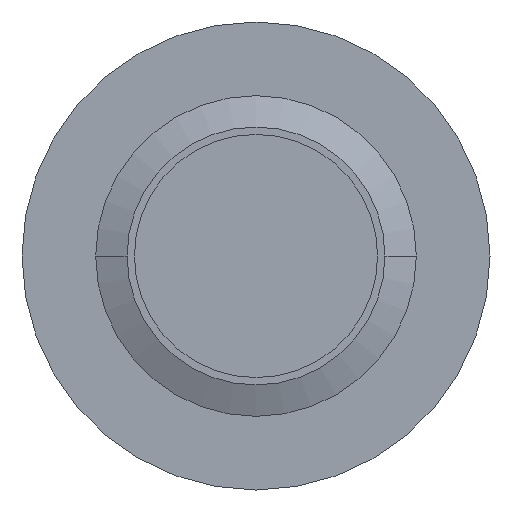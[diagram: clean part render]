
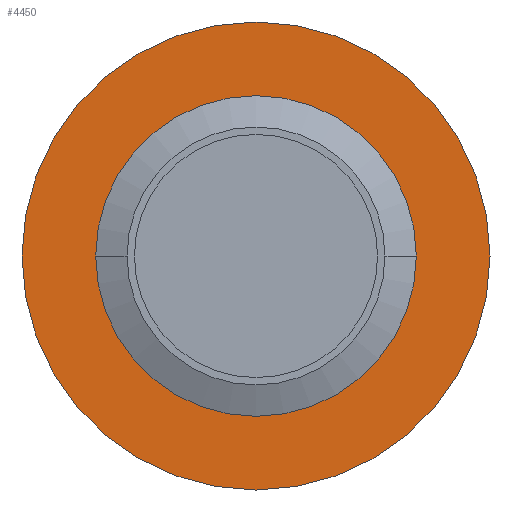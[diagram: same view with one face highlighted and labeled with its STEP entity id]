
A CAD part, left-side view. The second image highlights one B-rep face of the part: STEP entity #4450.
In plain terms, the highlighted planar face has unit normal (-1, 0, 0).
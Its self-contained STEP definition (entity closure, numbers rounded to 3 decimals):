
#4100=CARTESIAN_POINT('',(17.641,37.413,0.));
#4110=DIRECTION('',(-1.,0.,0.));
#4120=DIRECTION('',(0.,1.,0.));
#4130=AXIS2_PLACEMENT_3D('',#4100,#4110,#4120);
#4140=PLANE('',#4130);
#4150=CARTESIAN_POINT('',(17.641,-16.587,0.));
#4160=DIRECTION('',(-1.,0.,0.));
#4170=DIRECTION('',(0.,1.,0.));
#4180=AXIS2_PLACEMENT_3D('',#4150,#4160,#4170);
#4190=CIRCLE('',#4180,43.5);
#4200=CARTESIAN_POINT('',(17.641,26.913,0.));
#4210=VERTEX_POINT('',#4200);
#4220=CARTESIAN_POINT('',(17.641,-60.087,
0.));
#4230=VERTEX_POINT('',#4220);
#4240=EDGE_CURVE('',#4210,#4230,#4190,.T.);
#4250=ORIENTED_EDGE('',*,*,#4240,.F.);
#4260=EDGE_CURVE('',#4230,#4210,#4190,.T.);
#4270=ORIENTED_EDGE('',*,*,#4260,.F.);
#4280=EDGE_LOOP('',(#4270,#4250));
#4290=FACE_BOUND('',#4280,.T.);
#4300=CARTESIAN_POINT('',(17.641,-16.587,0.));
#4310=DIRECTION('',(1.,0.,0.));
#4320=DIRECTION('',(0.,1.,0.));
#4330=AXIS2_PLACEMENT_3D('',#4300,#4310,#4320);
#4340=CIRCLE('',#4330,63.5);
#4350=CARTESIAN_POINT('',(17.641,46.913,
0.));
#4360=VERTEX_POINT('',#4350);
#4370=CARTESIAN_POINT('',(17.641,-80.087,0.));
#4380=VERTEX_POINT('',#4370);
#4390=EDGE_CURVE('',#4360,#4380,#4340,.T.);
#4400=ORIENTED_EDGE('',*,*,#4390,.F.);
#4410=EDGE_CURVE('',#4380,#4360,#4340,.T.);
#4420=ORIENTED_EDGE('',*,*,#4410,.F.);
#4430=EDGE_LOOP('',(#4420,#4400));
#4440=FACE_OUTER_BOUND('',#4430,.T.);
#4450=ADVANCED_FACE('',(#4290,#4440),#4140,.T.);
